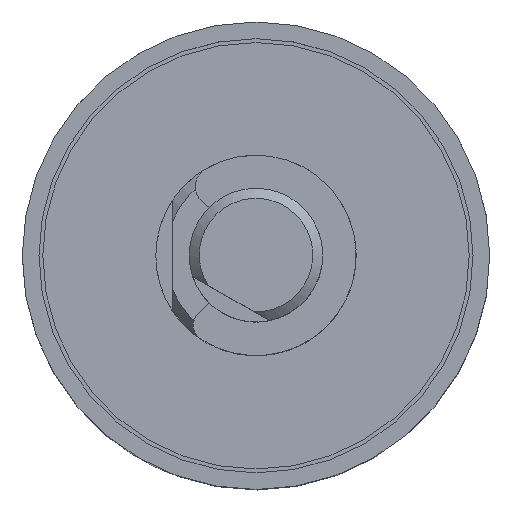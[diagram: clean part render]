
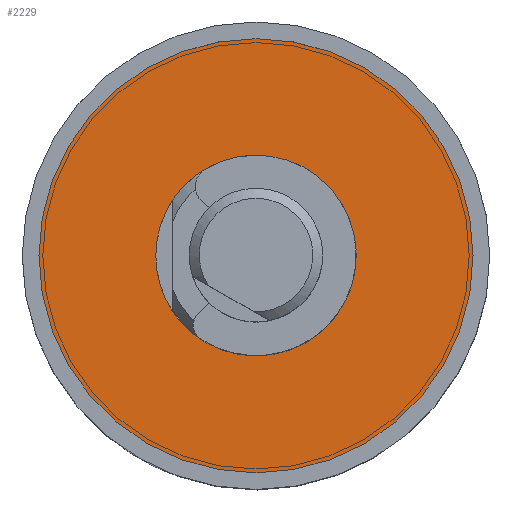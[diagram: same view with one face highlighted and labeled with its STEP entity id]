
A CAD part, top view. The second image highlights one B-rep face of the part: STEP entity #2229.
In plain terms, the highlighted planar face has unit normal (0, 0, 1).
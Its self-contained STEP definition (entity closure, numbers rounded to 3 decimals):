
#19 = EDGE_CURVE ( 'NONE', #1372, #1372, #1243, .T. ) ;
#318 = DIRECTION ( 'NONE',  ( 1., 0., 0. ) ) ;
#353 = ORIENTED_EDGE ( 'NONE', *, *, #1067, .T. ) ;
#601 = DIRECTION ( 'NONE',  ( -1., 0., 0. ) ) ;
#925 = DIRECTION ( 'NONE',  ( 0., 0., 1. ) ) ;
#1067 = EDGE_CURVE ( 'NONE', #1457, #1457, #6266, .T. ) ;
#1127 = CARTESIAN_POINT ( 'NONE',  ( 0., 0., 0.5 ) ) ;
#1243 = CIRCLE ( 'NONE', #6173, 3. ) ;
#1372 = VERTEX_POINT ( 'NONE', #5568 ) ;
#1457 = VERTEX_POINT ( 'NONE', #6165 ) ;
#1515 = EDGE_LOOP ( 'NONE', ( #353 ) ) ;
#1888 = AXIS2_PLACEMENT_3D ( 'NONE', #7206, #925, #318 ) ;
#2229 = ADVANCED_FACE ( 'NONE', ( #7349, #4820 ), #3402, .T. ) ;
#3057 = DIRECTION ( 'NONE',  ( 1., 0., 0. ) ) ;
#3301 = CARTESIAN_POINT ( 'NONE',  ( 0., 0., 0.5 ) ) ;
#3402 = PLANE ( 'NONE',  #1888 ) ;
#4585 = EDGE_LOOP ( 'NONE', ( #4904 ) ) ;
#4820 = FACE_OUTER_BOUND ( 'NONE', #1515, .T. ) ;
#4904 = ORIENTED_EDGE ( 'NONE', *, *, #19, .T. ) ;
#5486 = DIRECTION ( 'NONE',  ( 0., 0., 1. ) ) ;
#5568 = CARTESIAN_POINT ( 'NONE',  ( -3., 0., 0.5 ) ) ;
#6165 = CARTESIAN_POINT ( 'NONE',  ( 6.5, 0., 0.5 ) ) ;
#6173 = AXIS2_PLACEMENT_3D ( 'NONE', #3301, #7642, #601 ) ;
#6266 = CIRCLE ( 'NONE', #6396, 6.5 ) ;
#6396 = AXIS2_PLACEMENT_3D ( 'NONE', #1127, #5486, #3057 ) ;
#7206 = CARTESIAN_POINT ( 'NONE',  ( 3., 0., 0.5 ) ) ;
#7349 = FACE_BOUND ( 'NONE', #4585, .T. ) ;
#7642 = DIRECTION ( 'NONE',  ( 0., 0., -1. ) ) ;
